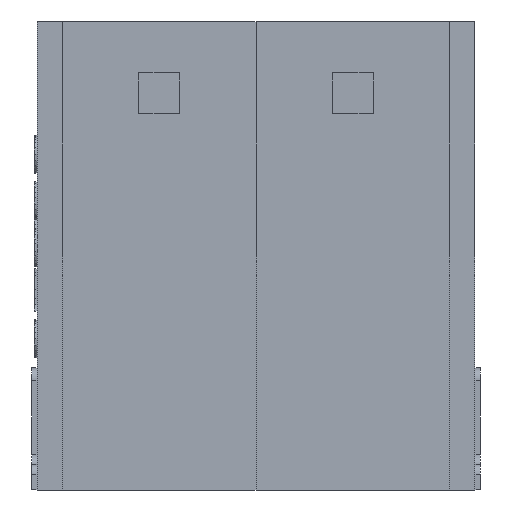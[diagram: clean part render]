
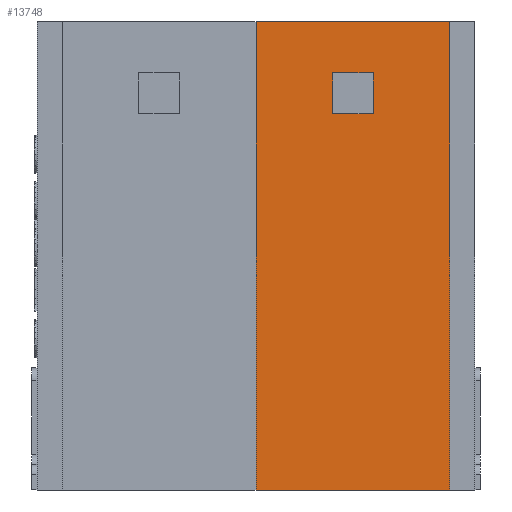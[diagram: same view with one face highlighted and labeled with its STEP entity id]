
A CAD part, front view. The second image highlights one B-rep face of the part: STEP entity #13748.
In plain terms, the highlighted face is planar.
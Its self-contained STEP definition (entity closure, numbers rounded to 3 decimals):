
#1567 = ORIENTED_EDGE ( 'NONE', *, *, #2250, .F. ) ;
#1782 = EDGE_CURVE ( 'NONE', #14937, #6110, #5726, .T. ) ;
#1903 = DIRECTION ( 'NONE',  ( 1., 0., 0. ) ) ;
#2232 = LINE ( 'NONE', #14803, #4047 ) ;
#2250 = EDGE_CURVE ( 'NONE', #11785, #15697, #10401, .T. ) ;
#2268 = LINE ( 'NONE', #9100, #5365 ) ;
#2314 = VERTEX_POINT ( 'NONE', #8508 ) ;
#2402 = CARTESIAN_POINT ( 'NONE',  ( 0.4, -3.6, -3.7 ) ) ;
#3268 = DIRECTION ( 'NONE',  ( 0., -1., 0. ) ) ;
#3331 = CARTESIAN_POINT ( 'NONE',  ( 1.905, 4.6, -3.7 ) ) ;
#3436 = DIRECTION ( 'NONE',  ( 0., -1., 0. ) ) ;
#3659 = DIRECTION ( 'NONE',  ( 1., 0., 0. ) ) ;
#3671 = VECTOR ( 'NONE', #14997, 1000. ) ;
#3774 = ORIENTED_EDGE ( 'NONE', *, *, #9952, .T. ) ;
#3921 = VERTEX_POINT ( 'NONE', #8804 ) ;
#4047 = VECTOR ( 'NONE', #9374, 1000. ) ;
#4092 = VECTOR ( 'NONE', #9769, 1000. ) ;
#4331 = DIRECTION ( 'NONE',  ( 0., -1., 0. ) ) ;
#4569 = AXIS2_PLACEMENT_3D ( 'NONE', #12404, #14933, #1903 ) ;
#4619 = EDGE_CURVE ( 'NONE', #11990, #9030, #2268, .T. ) ;
#4643 = CARTESIAN_POINT ( 'NONE',  ( 1.905, 4.6, -3.7 ) ) ;
#4809 = CARTESIAN_POINT ( 'NONE',  ( 1.905, -4.6, -3.7 ) ) ;
#4835 = CARTESIAN_POINT ( 'NONE',  ( -0.4, -3.2, -3.7 ) ) ;
#5030 = FACE_BOUND ( 'NONE', #14756, .T. ) ;
#5098 = EDGE_CURVE ( 'NONE', #11990, #3921, #2232, .T. ) ;
#5218 = ORIENTED_EDGE ( 'NONE', *, *, #15357, .F. ) ;
#5365 = VECTOR ( 'NONE', #10112, 1000. ) ;
#5533 = EDGE_CURVE ( 'NONE', #15697, #6110, #12053, .T. ) ;
#5726 = LINE ( 'NONE', #4643, #14125 ) ;
#5820 = CARTESIAN_POINT ( 'NONE',  ( -0.4, -3.6, -3.7 ) ) ;
#6110 = VERTEX_POINT ( 'NONE', #4809 ) ;
#6696 = ORIENTED_EDGE ( 'NONE', *, *, #5098, .T. ) ;
#7067 = EDGE_LOOP ( 'NONE', ( #15558, #8546, #1567, #5218 ) ) ;
#7738 = CARTESIAN_POINT ( 'NONE',  ( 0.4, -2.8, -3.7 ) ) ;
#7739 = ORIENTED_EDGE ( 'NONE', *, *, #15329, .F. ) ;
#8120 = PLANE ( 'NONE',  #4569 ) ;
#8508 = CARTESIAN_POINT ( 'NONE',  ( -0.4, -3.6, -3.7 ) ) ;
#8546 = ORIENTED_EDGE ( 'NONE', *, *, #5533, .F. ) ;
#8699 = CARTESIAN_POINT ( 'NONE',  ( -1.905, 4.6, -3.7 ) ) ;
#8804 = CARTESIAN_POINT ( 'NONE',  ( -0.4, -2.8, -3.7 ) ) ;
#9030 = VERTEX_POINT ( 'NONE', #2402 ) ;
#9100 = CARTESIAN_POINT ( 'NONE',  ( 0.4, 0., -3.7 ) ) ;
#9103 = ORIENTED_EDGE ( 'NONE', *, *, #4619, .F. ) ;
#9374 = DIRECTION ( 'NONE',  ( -1., 0., 0. ) ) ;
#9568 = VECTOR ( 'NONE', #4331, 1000. ) ;
#9769 = DIRECTION ( 'NONE',  ( -1., 0., 0. ) ) ;
#9952 = EDGE_CURVE ( 'NONE', #3921, #2314, #10345, .T. ) ;
#10112 = DIRECTION ( 'NONE',  ( 0., -1., 0. ) ) ;
#10298 = LINE ( 'NONE', #16303, #4092 ) ;
#10345 = LINE ( 'NONE', #4835, #15680 ) ;
#10352 = CARTESIAN_POINT ( 'NONE',  ( -1.905, -4.6, -3.7 ) ) ;
#10401 = LINE ( 'NONE', #16130, #9568 ) ;
#10486 = CARTESIAN_POINT ( 'NONE',  ( -17.63, -4.6, -3.7 ) ) ;
#11649 = VECTOR ( 'NONE', #3659, 1000. ) ;
#11785 = VERTEX_POINT ( 'NONE', #8699 ) ;
#11990 = VERTEX_POINT ( 'NONE', #7738 ) ;
#12053 = LINE ( 'NONE', #10486, #11649 ) ;
#12404 = CARTESIAN_POINT ( 'NONE',  ( 0., 0., -3.7 ) ) ;
#13748 = ADVANCED_FACE ( 'NONE', ( #5030, #16307 ), #8120, .F. ) ;
#14125 = VECTOR ( 'NONE', #3268, 1000. ) ;
#14756 = EDGE_LOOP ( 'NONE', ( #6696, #3774, #7739, #9103 ) ) ;
#14803 = CARTESIAN_POINT ( 'NONE',  ( -0.4, -2.8, -3.7 ) ) ;
#14933 = DIRECTION ( 'NONE',  ( 0., 0., 1. ) ) ;
#14937 = VERTEX_POINT ( 'NONE', #3331 ) ;
#14997 = DIRECTION ( 'NONE',  ( -1., 0., 0. ) ) ;
#15012 = LINE ( 'NONE', #5820, #3671 ) ;
#15329 = EDGE_CURVE ( 'NONE', #9030, #2314, #15012, .T. ) ;
#15357 = EDGE_CURVE ( 'NONE', #14937, #11785, #10298, .T. ) ;
#15558 = ORIENTED_EDGE ( 'NONE', *, *, #1782, .T. ) ;
#15680 = VECTOR ( 'NONE', #3436, 1000. ) ;
#15697 = VERTEX_POINT ( 'NONE', #10352 ) ;
#16130 = CARTESIAN_POINT ( 'NONE',  ( -1.905, 0., -3.7 ) ) ;
#16303 = CARTESIAN_POINT ( 'NONE',  ( 17.63, 4.6, -3.7 ) ) ;
#16307 = FACE_OUTER_BOUND ( 'NONE', #7067, .T. ) ;
